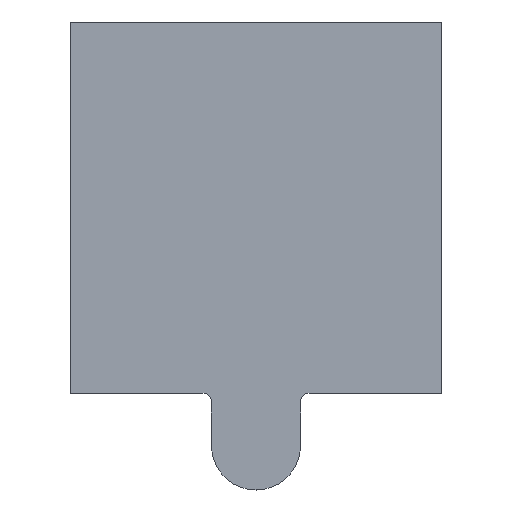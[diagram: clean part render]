
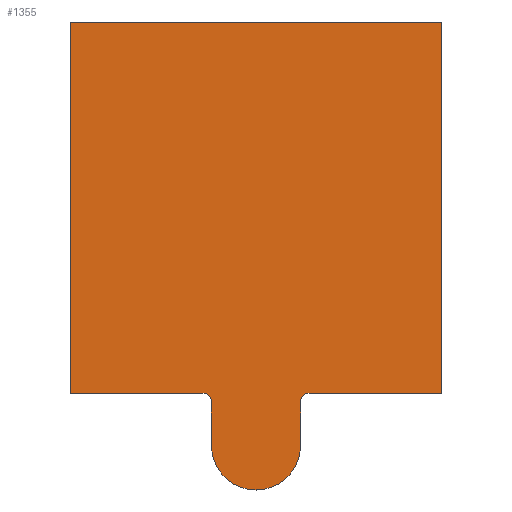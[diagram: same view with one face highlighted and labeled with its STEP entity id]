
A CAD part, top view. The second image highlights one B-rep face of the part: STEP entity #1355.
In plain terms, the highlighted planar face has unit normal (0, 0, 1).
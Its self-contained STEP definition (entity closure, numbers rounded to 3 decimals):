
#48 = AXIS2_PLACEMENT_3D ( 'NONE', #4961, #16799, #6453 ) ;
#155 = VECTOR ( 'NONE', #8970, 1000. ) ;
#164 = CARTESIAN_POINT ( 'NONE',  ( -3.5, -12.5, 0.15 ) ) ;
#196 = PLANE ( 'NONE',  #7894 ) ;
#222 = LINE ( 'NONE', #1546, #155 ) ;
#260 = VERTEX_POINT ( 'NONE', #13706 ) ;
#267 = DIRECTION ( 'NONE',  ( 0., -1., 0. ) ) ;
#496 = FACE_OUTER_BOUND ( 'NONE', #11928, .T. ) ;
#601 = DIRECTION ( 'NONE',  ( 0., 1., 0. ) ) ;
#912 = ORIENTED_EDGE ( 'NONE', *, *, #12888, .F. ) ;
#1355 = ADVANCED_FACE ( 'NONE', ( #496 ), #196, .F. ) ;
#1509 = AXIS2_PLACEMENT_3D ( 'NONE', #5609, #10138, #19339 ) ;
#1546 = CARTESIAN_POINT ( 'NONE',  ( -12.5, 12.5, 0.15 ) ) ;
#1697 = CARTESIAN_POINT ( 'NONE',  ( 12.5, -12.5, 0.15 ) ) ;
#1809 = DIRECTION ( 'NONE',  ( 0., 0., -1. ) ) ;
#2125 = VERTEX_POINT ( 'NONE', #2512 ) ;
#2460 = CIRCLE ( 'NONE', #1509, 0.5 ) ;
#2512 = CARTESIAN_POINT ( 'NONE',  ( 12.5, 12.5, 0.15 ) ) ;
#2603 = EDGE_CURVE ( 'NONE', #10747, #14934, #4837, .T. ) ;
#2802 = ORIENTED_EDGE ( 'NONE', *, *, #18619, .F. ) ;
#2873 = VERTEX_POINT ( 'NONE', #3494 ) ;
#3060 = LINE ( 'NONE', #13580, #8986 ) ;
#3494 = CARTESIAN_POINT ( 'NONE',  ( -12.5, 12.5, 0.15 ) ) ;
#3509 = ORIENTED_EDGE ( 'NONE', *, *, #19472, .F. ) ;
#3715 = CARTESIAN_POINT ( 'NONE',  ( -3., -16., 0.15 ) ) ;
#4526 = DIRECTION ( 'NONE',  ( 0., 0., 1. ) ) ;
#4546 = EDGE_CURVE ( 'NONE', #2125, #18284, #9100, .T. ) ;
#4837 = CIRCLE ( 'NONE', #48, 3. ) ;
#4961 = CARTESIAN_POINT ( 'NONE',  ( 0., -16., 0.15 ) ) ;
#5609 = CARTESIAN_POINT ( 'NONE',  ( 3.5, -13., 0.15 ) ) ;
#5864 = CARTESIAN_POINT ( 'NONE',  ( 12.5, 12.5, 0.15 ) ) ;
#6023 = CARTESIAN_POINT ( 'NONE',  ( -3.5, -13., 0.15 ) ) ;
#6256 = CARTESIAN_POINT ( 'NONE',  ( -12.5, -12.5, 0.15 ) ) ;
#6453 = DIRECTION ( 'NONE',  ( -1., 0., 0. ) ) ;
#6496 = DIRECTION ( 'NONE',  ( -1., 0., 0. ) ) ;
#6498 = EDGE_CURVE ( 'NONE', #17886, #260, #16074, .T. ) ;
#6548 = ORIENTED_EDGE ( 'NONE', *, *, #6498, .F. ) ;
#7593 = DIRECTION ( 'NONE',  ( -1., 0., 0. ) ) ;
#7894 = AXIS2_PLACEMENT_3D ( 'NONE', #15549, #1809, #6496 ) ;
#8970 = DIRECTION ( 'NONE',  ( 1., 0., 0. ) ) ;
#8986 = VECTOR ( 'NONE', #7593, 1000. ) ;
#9100 = LINE ( 'NONE', #5864, #14143 ) ;
#9126 = VECTOR ( 'NONE', #267, 1000. ) ;
#9751 = CARTESIAN_POINT ( 'NONE',  ( 3., -13., 0.15 ) ) ;
#9949 = EDGE_CURVE ( 'NONE', #10747, #17828, #10636, .T. ) ;
#10138 = DIRECTION ( 'NONE',  ( 0., 0., 1. ) ) ;
#10162 = DIRECTION ( 'NONE',  ( -1., 0., 0. ) ) ;
#10636 = LINE ( 'NONE', #3715, #16346 ) ;
#10747 = VERTEX_POINT ( 'NONE', #16858 ) ;
#11531 = EDGE_CURVE ( 'NONE', #18284, #12224, #3060, .T. ) ;
#11826 = ORIENTED_EDGE ( 'NONE', *, *, #9949, .F. ) ;
#11928 = EDGE_LOOP ( 'NONE', ( #13610, #14507, #15278, #2802, #912, #6548, #3509, #11826, #19541, #16598 ) ) ;
#12224 = VERTEX_POINT ( 'NONE', #15882 ) ;
#12888 = EDGE_CURVE ( 'NONE', #260, #2873, #16964, .T. ) ;
#13005 = AXIS2_PLACEMENT_3D ( 'NONE', #6023, #4526, #15051 ) ;
#13151 = CARTESIAN_POINT ( 'NONE',  ( -3.5, -12.5, 0.15 ) ) ;
#13204 = CARTESIAN_POINT ( 'NONE',  ( -3., -13., 0.15 ) ) ;
#13580 = CARTESIAN_POINT ( 'NONE',  ( 12.5, -12.5, 0.15 ) ) ;
#13595 = EDGE_CURVE ( 'NONE', #18676, #14934, #19733, .T. ) ;
#13610 = ORIENTED_EDGE ( 'NONE', *, *, #19612, .F. ) ;
#13688 = DIRECTION ( 'NONE',  ( 0., -1., 0. ) ) ;
#13706 = CARTESIAN_POINT ( 'NONE',  ( -12.5, -12.5, 0.15 ) ) ;
#13832 = CARTESIAN_POINT ( 'NONE',  ( 3., -16., 0.15 ) ) ;
#14143 = VECTOR ( 'NONE', #13688, 1000. ) ;
#14507 = ORIENTED_EDGE ( 'NONE', *, *, #11531, .F. ) ;
#14934 = VERTEX_POINT ( 'NONE', #13832 ) ;
#15051 = DIRECTION ( 'NONE',  ( -1., 0., 0. ) ) ;
#15208 = VECTOR ( 'NONE', #10162, 1000. ) ;
#15278 = ORIENTED_EDGE ( 'NONE', *, *, #4546, .F. ) ;
#15521 = CARTESIAN_POINT ( 'NONE',  ( 3., -13., 0.15 ) ) ;
#15549 = CARTESIAN_POINT ( 'NONE',  ( 3.5, -13., 0.15 ) ) ;
#15882 = CARTESIAN_POINT ( 'NONE',  ( 3.5, -12.5, 0.15 ) ) ;
#15898 = CIRCLE ( 'NONE', #13005, 0.5 ) ;
#16074 = LINE ( 'NONE', #13151, #15208 ) ;
#16165 = VECTOR ( 'NONE', #18392, 1000. ) ;
#16346 = VECTOR ( 'NONE', #601, 1000. ) ;
#16598 = ORIENTED_EDGE ( 'NONE', *, *, #13595, .F. ) ;
#16799 = DIRECTION ( 'NONE',  ( 0., 0., 1. ) ) ;
#16858 = CARTESIAN_POINT ( 'NONE',  ( -3., -16., 0.15 ) ) ;
#16964 = LINE ( 'NONE', #6256, #16165 ) ;
#17828 = VERTEX_POINT ( 'NONE', #13204 ) ;
#17886 = VERTEX_POINT ( 'NONE', #164 ) ;
#18284 = VERTEX_POINT ( 'NONE', #1697 ) ;
#18392 = DIRECTION ( 'NONE',  ( 0., 1., 0. ) ) ;
#18619 = EDGE_CURVE ( 'NONE', #2873, #2125, #222, .T. ) ;
#18676 = VERTEX_POINT ( 'NONE', #9751 ) ;
#19339 = DIRECTION ( 'NONE',  ( -1., 0., 0. ) ) ;
#19472 = EDGE_CURVE ( 'NONE', #17828, #17886, #15898, .T. ) ;
#19541 = ORIENTED_EDGE ( 'NONE', *, *, #2603, .T. ) ;
#19612 = EDGE_CURVE ( 'NONE', #12224, #18676, #2460, .T. ) ;
#19733 = LINE ( 'NONE', #15521, #9126 ) ;
